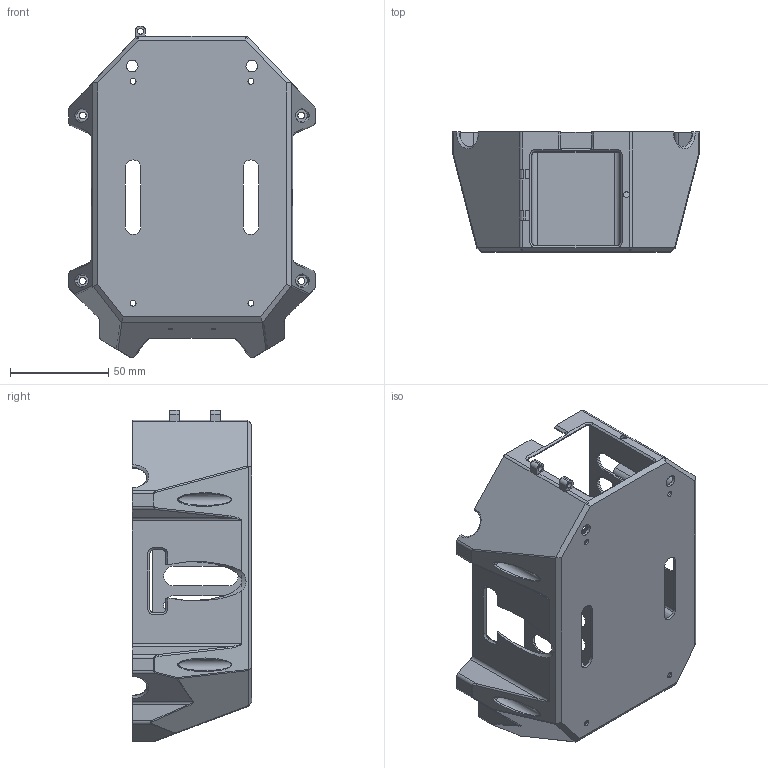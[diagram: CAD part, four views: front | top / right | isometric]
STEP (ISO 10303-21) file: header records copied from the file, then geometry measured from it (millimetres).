
FILE_DESCRIPTION(/* description */ (''),/* implementation_level */ '2;1');
FILE_NAME(/* name */ '底壳.stp',/* time_stamp */ '2021-11-09T09:43:40+08:00',/* author */ ('AMOV'),/* organization */ (''),/* preprocessor_version */ 'ST-DEVELOPER v18',/* originating_system */ 'Autodesk Inventor 2020',/* authorisation */ '');
FILE_SCHEMA (('CONFIG_CONTROL_DESIGN'));
Length unit declared in the file: millimetre
Products named in the file (1): 零件1retr
Bounding box: 125.58 x 61 x 168.7 mm (x, y, z)
Volume: 73805.3 mm3; surface area: 101582 mm2
Topology: 1 solids, 1 shells, 489 faces, 1304 edges, 816 vertices
Faces by surface type: cylinder 207, plane 186, bspline 40, torus 34, cone 18, sphere 4
Full cylindrical faces by diameter (mm): 2 x2, 3 x7, 3.5 x4, 5.5 x6, 6 x6
Entity records: 17003 total; most frequent: CARTESIAN_POINT 4400, DIRECTION 2718, ORIENTED_EDGE 2600, EDGE_CURVE 1300, AXIS2_PLACEMENT_3D 1004, VERTEX_POINT 816, LINE 710, VECTOR 710
